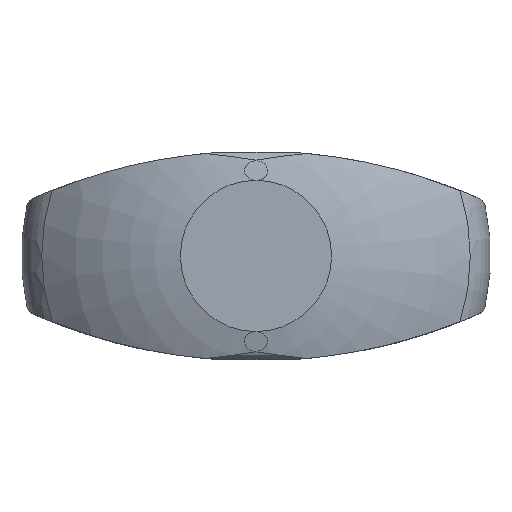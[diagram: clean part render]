
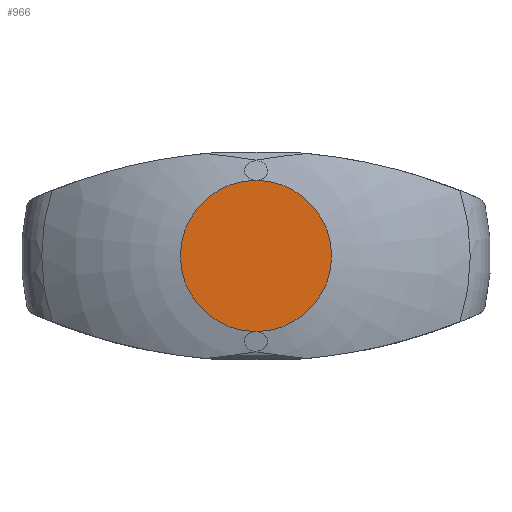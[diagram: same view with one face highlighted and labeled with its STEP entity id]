
A CAD part, top view. The second image highlights one B-rep face of the part: STEP entity #966.
In plain terms, the highlighted planar face has unit normal (0, 0, 1).
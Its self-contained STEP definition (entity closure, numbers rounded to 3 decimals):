
#748=VERTEX_POINT('',#2070);
#966=ADVANCED_FACE('',(#2301),#2302,.T.);
#1068=VERTEX_POINT('',#2411);
#1230=EDGE_CURVE('',#748,#1068,#2586,.T.);
#1608=EDGE_CURVE('',#1068,#748,#3007,.T.);
#2070=CARTESIAN_POINT('',(0.0,-5.8,31.));
#2301=FACE_OUTER_BOUND('',#4371,.T.);
#2302=PLANE('',#4372);
#2411=CARTESIAN_POINT('',(0.0,5.8,31.));
#2586=CIRCLE('',#5250,5.8);
#3007=CIRCLE('',#6316,5.8);
#4371=EDGE_LOOP('',(#7618,#7619));
#4372=AXIS2_PLACEMENT_3D('',#7620,#7621,#7622);
#5250=AXIS2_PLACEMENT_3D('',#7917,#7918,#7919);
#6316=AXIS2_PLACEMENT_3D('',#8442,#8443,#8444);
#7618=ORIENTED_EDGE('',*,*,#1230,.F.);
#7619=ORIENTED_EDGE('',*,*,#1608,.F.);
#7620=CARTESIAN_POINT('',(-2.9,0.,31.0));
#7621=DIRECTION('',(-0.0,0.,1.0));
#7622=DIRECTION('',(1.0,0.0,0.0));
#7917=CARTESIAN_POINT('',(0.0,0.,31.0));
#7918=DIRECTION('',(-0.0,0.,-1.0));
#7919=DIRECTION('',(-1.0,0.0,0.0));
#8442=CARTESIAN_POINT('',(0.0,0.,31.0));
#8443=DIRECTION('',(-0.0,0.,-1.0));
#8444=DIRECTION('',(-1.0,0.0,0.0));
